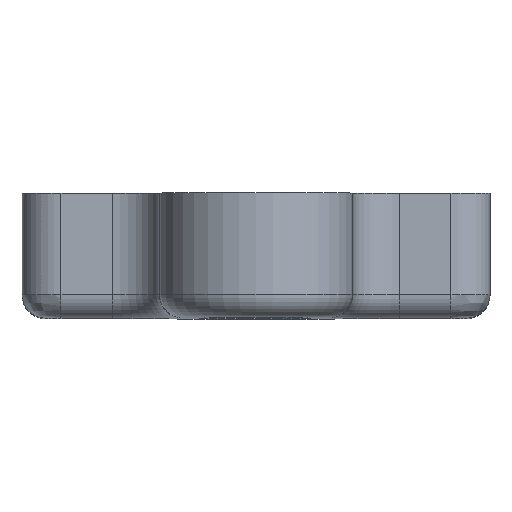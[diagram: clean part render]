
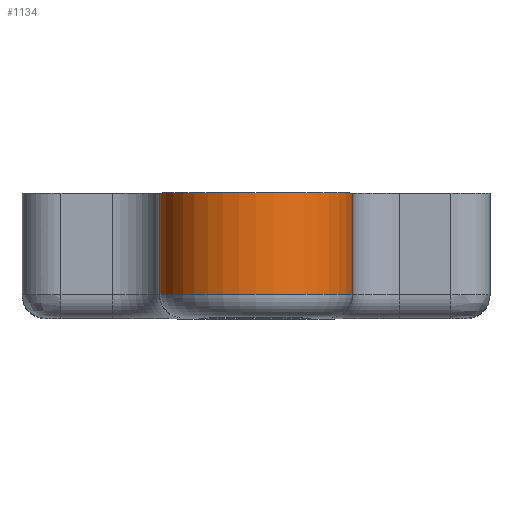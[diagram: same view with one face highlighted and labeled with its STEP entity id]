
A CAD part, top view. The second image highlights one B-rep face of the part: STEP entity #1134.
In plain terms, the highlighted cylindrical face has radius 6.173 mm (diameter 12.346 mm), a partial arc.
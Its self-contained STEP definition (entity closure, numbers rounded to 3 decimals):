
#36=CYLINDRICAL_SURFACE('',#1255,6.173);
#94=CIRCLE('',#1235,6.173);
#104=CIRCLE('',#1256,6.173);
#155=FACE_OUTER_BOUND('',#223,.T.);
#223=EDGE_LOOP('',(#907,#908,#909,#910));
#323=LINE('',#1976,#430);
#325=LINE('',#1980,#432);
#430=VECTOR('',#1525,10.);
#432=VECTOR('',#1529,10.);
#530=VERTEX_POINT('',#1899);
#532=VERTEX_POINT('',#1905);
#545=VERTEX_POINT('',#1975);
#546=VERTEX_POINT('',#1979);
#659=EDGE_CURVE('',#530,#532,#94,.T.);
#686=EDGE_CURVE('',#545,#532,#323,.T.);
#688=EDGE_CURVE('',#546,#530,#325,.T.);
#689=EDGE_CURVE('',#546,#545,#104,.T.);
#907=ORIENTED_EDGE('',*,*,#659,.F.);
#908=ORIENTED_EDGE('',*,*,#688,.F.);
#909=ORIENTED_EDGE('',*,*,#689,.T.);
#910=ORIENTED_EDGE('',*,*,#686,.T.);
#1134=ADVANCED_FACE('',(#155),#36,.T.);
#1235=AXIS2_PLACEMENT_3D('',#1909,#1468,#1469);
#1255=AXIS2_PLACEMENT_3D('',#1978,#1527,#1528);
#1256=AXIS2_PLACEMENT_3D('',#1981,#1530,#1531);
#1468=DIRECTION('center_axis',(0.,-1.,0.));
#1469=DIRECTION('ref_axis',(0.,0.,
1.));
#1525=DIRECTION('',(0.,-1.,0.));
#1527=DIRECTION('center_axis',(0.,-1.,0.));
#1528=DIRECTION('ref_axis',(1.,0.,0.));
#1529=DIRECTION('',(0.,-1.,0.));
#1530=DIRECTION('center_axis',(0.,-1.,0.));
#1531=DIRECTION('ref_axis',(1.,0.,0.));
#1899=CARTESIAN_POINT('',(6.232,-6.5,21.688));
#1905=CARTESIAN_POINT('',(-6.113,-6.5,21.688));
#1909=CARTESIAN_POINT('Origin',(0.059,-6.5,21.628));
#1975=CARTESIAN_POINT('',(-6.113,0.,21.688));
#1976=CARTESIAN_POINT('',(-6.113,0.,21.688));
#1978=CARTESIAN_POINT('Origin',(0.059,0.,
21.628));
#1979=CARTESIAN_POINT('',(6.232,0.,21.688));
#1980=CARTESIAN_POINT('',(6.232,0.,21.688));
#1981=CARTESIAN_POINT('Origin',(0.059,0.,
21.628));
